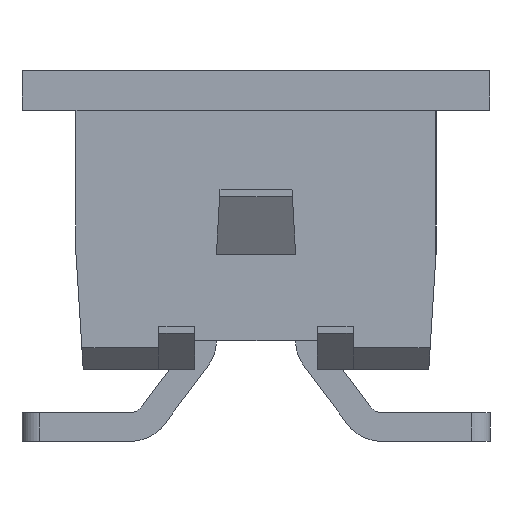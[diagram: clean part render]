
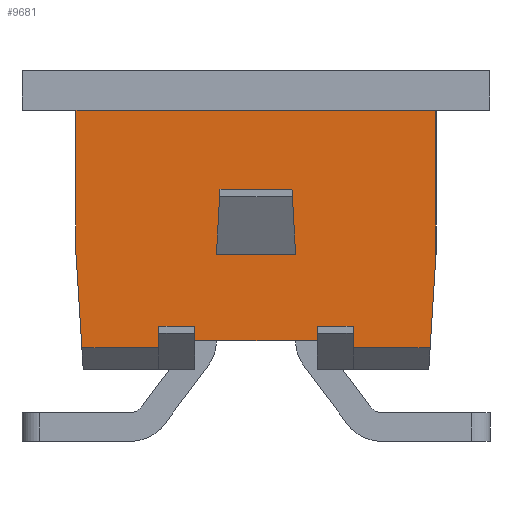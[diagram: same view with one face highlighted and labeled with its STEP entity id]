
A CAD part, front view. The second image highlights one B-rep face of the part: STEP entity #9681.
In plain terms, the highlighted face is planar.
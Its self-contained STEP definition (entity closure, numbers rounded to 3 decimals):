
#884=ORIENTED_EDGE('',*,*,#2523,.T.);
#885=ORIENTED_EDGE('',*,*,#2531,.T.);
#886=ORIENTED_EDGE('',*,*,#2585,.F.);
#887=ORIENTED_EDGE('',*,*,#2678,.T.);
#888=ORIENTED_EDGE('',*,*,#2589,.F.);
#889=ORIENTED_EDGE('',*,*,#2553,.F.);
#890=ORIENTED_EDGE('',*,*,#2546,.T.);
#891=ORIENTED_EDGE('',*,*,#2690,.T.);
#892=ORIENTED_EDGE('',*,*,#2564,.F.);
#893=ORIENTED_EDGE('',*,*,#2632,.F.);
#894=ORIENTED_EDGE('',*,*,#2453,.F.);
#895=ORIENTED_EDGE('',*,*,#2627,.T.);
#896=ORIENTED_EDGE('',*,*,#2572,.T.);
#897=ORIENTED_EDGE('',*,*,#2691,.T.);
#898=ORIENTED_EDGE('',*,*,#2490,.T.);
#899=ORIENTED_EDGE('',*,*,#2692,.T.);
#900=ORIENTED_EDGE('',*,*,#2497,.F.);
#901=ORIENTED_EDGE('',*,*,#2693,.F.);
#2453=EDGE_CURVE('',#3459,#3452,#4103,.T.);
#2490=EDGE_CURVE('',#3472,#3473,#4128,.T.);
#2497=EDGE_CURVE('',#3479,#3476,#4135,.T.);
#2523=EDGE_CURVE('',#3503,#3502,#4161,.T.);
#2531=EDGE_CURVE('',#3502,#3507,#4169,.T.);
#2546=EDGE_CURVE('',#3520,#3518,#4184,.T.);
#2553=EDGE_CURVE('',#3520,#3525,#4191,.T.);
#2564=EDGE_CURVE('',#3534,#3535,#4202,.T.);
#2572=EDGE_CURVE('',#3543,#3542,#4210,.T.);
#2585=EDGE_CURVE('',#3548,#3507,#4223,.T.);
#2589=EDGE_CURVE('',#3525,#3552,#4227,.T.);
#2627=EDGE_CURVE('',#3459,#3543,#4257,.T.);
#2632=EDGE_CURVE('',#3452,#3534,#4262,.T.);
#2678=EDGE_CURVE('',#3548,#3552,#4308,.T.);
#2690=EDGE_CURVE('',#3518,#3535,#4320,.T.);
#2691=EDGE_CURVE('',#3542,#3503,#4321,.T.);
#2692=EDGE_CURVE('',#3473,#3476,#4322,.T.);
#2693=EDGE_CURVE('',#3472,#3479,#4323,.T.);
#3452=VERTEX_POINT('',#12837);
#3459=VERTEX_POINT('',#12850);
#3472=VERTEX_POINT('',#12920);
#3473=VERTEX_POINT('',#12921);
#3476=VERTEX_POINT('',#12929);
#3479=VERTEX_POINT('',#12934);
#3502=VERTEX_POINT('',#12990);
#3503=VERTEX_POINT('',#12992);
#3507=VERTEX_POINT('',#13006);
#3518=VERTEX_POINT('',#13037);
#3520=VERTEX_POINT('',#13040);
#3525=VERTEX_POINT('',#13051);
#3534=VERTEX_POINT('',#13075);
#3535=VERTEX_POINT('',#13077);
#3542=VERTEX_POINT('',#13092);
#3543=VERTEX_POINT('',#13094);
#3548=VERTEX_POINT('',#13115);
#3552=VERTEX_POINT('',#13125);
#4103=LINE('',#12851,#4929);
#4128=LINE('',#12919,#4954);
#4135=LINE('',#12935,#4961);
#4161=LINE('',#12991,#4987);
#4169=LINE('',#13007,#4995);
#4184=LINE('',#13039,#5010);
#4191=LINE('',#13053,#5017);
#4202=LINE('',#13076,#5028);
#4210=LINE('',#13093,#5036);
#4223=LINE('',#13117,#5049);
#4227=LINE('',#13124,#5053);
#4257=LINE('',#13196,#5083);
#4262=LINE('',#13204,#5088);
#4308=LINE('',#13285,#5134);
#4320=LINE('',#13299,#5146);
#4321=LINE('',#13301,#5147);
#4322=LINE('',#13303,#5148);
#4323=LINE('',#13304,#5149);
#4929=VECTOR('',#10781,1000.);
#4954=VECTOR('',#10868,1000.);
#4961=VECTOR('',#10877,1000.);
#4987=VECTOR('',#10917,1000.);
#4995=VECTOR('',#10931,1000.);
#5010=VECTOR('',#10956,1000.);
#5017=VECTOR('',#10965,1000.);
#5028=VECTOR('',#10982,1000.);
#5036=VECTOR('',#10992,1000.);
#5049=VECTOR('',#11013,1000.);
#5053=VECTOR('',#11019,1000.);
#5083=VECTOR('',#11101,1000.);
#5088=VECTOR('',#11112,1000.);
#5134=VECTOR('',#11164,1000.);
#5146=VECTOR('',#11180,1000.);
#5147=VECTOR('',#11183,1000.);
#5148=VECTOR('',#11186,1000.);
#5149=VECTOR('',#11187,1000.);
#5772=EDGE_LOOP('',(#884,#885,#886,#887,#888,#889,#890,#891,#892,#893,#894,
#895,#896,#897));
#5773=EDGE_LOOP('',(#898,#899,#900,#901));
#6202=FACE_BOUND('',#5772,.T.);
#6203=FACE_BOUND('',#5773,.T.);
#6597=PLANE('',#10136);
#9681=ADVANCED_FACE('',(#6202,#6203),#6597,.F.);
#10136=AXIS2_PLACEMENT_3D('',#13302,#11184,#11185);
#10781=DIRECTION('',(0.,-1.,0.));
#10868=DIRECTION('',(0.,-0.055,-0.998));
#10877=DIRECTION('',(0.,0.055,-0.998));
#10917=DIRECTION('',(0.,0.,1.));
#10931=DIRECTION('',(0.,-1.,0.));
#10956=DIRECTION('',(0.,0.,-1.));
#10965=DIRECTION('',(0.,1.,0.));
#10982=DIRECTION('',(0.,0.062,-0.998));
#10992=DIRECTION('',(0.,-0.062,-0.998));
#11013=DIRECTION('',(0.,0.,1.));
#11019=DIRECTION('',(0.,0.,-1.));
#11101=DIRECTION('',(0.,0.,-1.));
#11112=DIRECTION('',(0.,0.,-1.));
#11164=DIRECTION('',(0.,-1.,0.));
#11180=DIRECTION('',(0.,-1.,0.));
#11183=DIRECTION('',(0.,-1.,0.));
#11184=DIRECTION('',(1.,0.,0.));
#11185=DIRECTION('',(0.,0.,-1.));
#11186=DIRECTION('',(0.,1.,0.));
#11187=DIRECTION('',(0.,1.,0.));
#12837=CARTESIAN_POINT('',(-6.095,-2.5,3.6));
#12850=CARTESIAN_POINT('',(-6.095,2.5,3.6));
#12851=CARTESIAN_POINT('',(-6.095,2.5,3.6));
#12919=CARTESIAN_POINT('',(-6.095,-0.5,2.5));
#12920=CARTESIAN_POINT('',(-6.095,-0.5,2.5));
#12921=CARTESIAN_POINT('',(-6.095,-0.55,1.6));
#12929=CARTESIAN_POINT('',(-6.095,0.55,1.6));
#12934=CARTESIAN_POINT('',(-6.095,0.5,2.5));
#12935=CARTESIAN_POINT('',(-6.095,0.5,2.5));
#12990=CARTESIAN_POINT('',(-6.095,1.35,0.6));
#12991=CARTESIAN_POINT('',(-6.095,1.35,0.3));
#12992=CARTESIAN_POINT('',(-6.095,1.35,0.3));
#13006=CARTESIAN_POINT('',(-6.095,0.85,0.6));
#13007=CARTESIAN_POINT('',(-6.095,1.35,0.6));
#13037=CARTESIAN_POINT('',(-6.095,-1.35,0.3));
#13039=CARTESIAN_POINT('',(-6.095,-1.35,0.6));
#13040=CARTESIAN_POINT('',(-6.095,-1.35,0.6));
#13051=CARTESIAN_POINT('',(-6.095,-0.85,0.6));
#13053=CARTESIAN_POINT('',(-6.095,-1.35,0.6));
#13075=CARTESIAN_POINT('',(-6.095,-2.5,1.6));
#13076=CARTESIAN_POINT('',(-6.095,-2.605,3.281));
#13077=CARTESIAN_POINT('',(-6.095,-2.419,0.3));
#13092=CARTESIAN_POINT('',(-6.095,2.419,0.3));
#13093=CARTESIAN_POINT('',(-6.095,2.625,3.592));
#13094=CARTESIAN_POINT('',(-6.095,2.5,1.6));
#13115=CARTESIAN_POINT('',(-6.095,0.85,0.4));
#13117=CARTESIAN_POINT('',(-6.095,0.85,0.3));
#13124=CARTESIAN_POINT('',(-6.095,-0.85,0.6));
#13125=CARTESIAN_POINT('',(-6.095,-0.85,0.4));
#13196=CARTESIAN_POINT('',(-6.095,2.5,3.6));
#13204=CARTESIAN_POINT('',(-6.095,-2.5,3.6));
#13285=CARTESIAN_POINT('',(-6.095,2.5,0.4));
#13299=CARTESIAN_POINT('',(-6.095,2.5,0.3));
#13301=CARTESIAN_POINT('',(-6.095,2.5,0.3));
#13302=CARTESIAN_POINT('',(-6.095,2.5,3.6));
#13303=CARTESIAN_POINT('',(-6.095,-0.55,1.6));
#13304=CARTESIAN_POINT('',(-6.095,-0.55,2.5));
